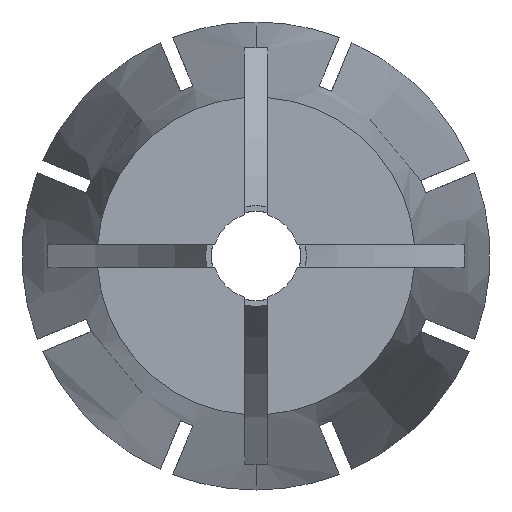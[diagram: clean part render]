
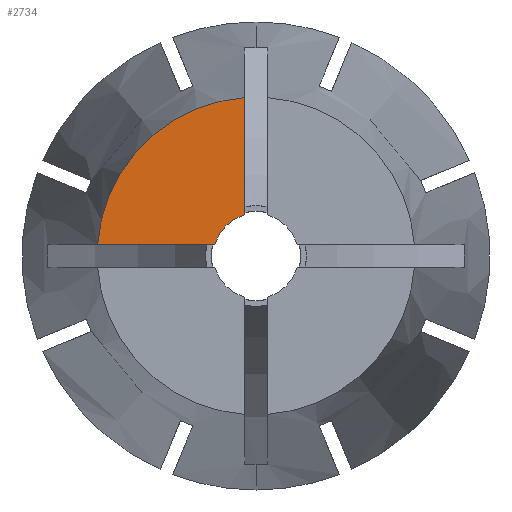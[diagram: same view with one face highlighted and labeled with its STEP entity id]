
A CAD part, left-side view. The second image highlights one B-rep face of the part: STEP entity #2734.
In plain terms, the highlighted planar face has unit normal (-1, 0, 0).
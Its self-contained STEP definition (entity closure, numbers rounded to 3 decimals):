
#168 = CARTESIAN_POINT ( 'NONE',  ( -31.5, 1.833, 0.5 ) ) ;
#180 = PLANE ( 'NONE',  #2109 ) ;
#270 = ORIENTED_EDGE ( 'NONE', *, *, #3440, .F. ) ;
#272 = CARTESIAN_POINT ( 'NONE',  ( -31.5, 7.073, 0.5 ) ) ;
#297 = CARTESIAN_POINT ( 'NONE',  ( -31.5, 0., 0. ) ) ;
#509 = DIRECTION ( 'NONE',  ( -1., 0., 0. ) ) ;
#541 = CARTESIAN_POINT ( 'NONE',  ( -31.5, 0.5, 0. ) ) ;
#649 = EDGE_CURVE ( 'NONE', #2698, #2308, #1940, .T. ) ;
#869 = EDGE_CURVE ( 'NONE', #2698, #1043, #3028, .T. ) ;
#963 = LINE ( 'NONE', #541, #3390 ) ;
#1043 = VERTEX_POINT ( 'NONE', #272 ) ;
#1110 = CARTESIAN_POINT ( 'NONE',  ( -31.5, 0., 0. ) ) ;
#1251 = AXIS2_PLACEMENT_3D ( 'NONE', #297, #3477, #3820 ) ;
#1273 = ORIENTED_EDGE ( 'NONE', *, *, #869, .F. ) ;
#1431 = DIRECTION ( 'NONE',  ( 0., 0., -1. ) ) ;
#1779 = CIRCLE ( 'NONE', #1874, 7.091 ) ;
#1874 = AXIS2_PLACEMENT_3D ( 'NONE', #1110, #3339, #1431 ) ;
#1940 = CIRCLE ( 'NONE', #1251, 1.9 ) ;
#2020 = ORIENTED_EDGE ( 'NONE', *, *, #2171, .T. ) ;
#2100 = CARTESIAN_POINT ( 'NONE',  ( -31.5, -7.091, 0.5 ) ) ;
#2109 = AXIS2_PLACEMENT_3D ( 'NONE', #3362, #509, #2746 ) ;
#2119 = DIRECTION ( 'NONE',  ( 0., 1., 0. ) ) ;
#2171 = EDGE_CURVE ( 'NONE', #2308, #3708, #963, .T. ) ;
#2228 = CARTESIAN_POINT ( 'NONE',  ( -31.5, 0.5, 1.833 ) ) ;
#2308 = VERTEX_POINT ( 'NONE', #2228 ) ;
#2333 = ORIENTED_EDGE ( 'NONE', *, *, #649, .T. ) ;
#2443 = DIRECTION ( 'NONE',  ( 0., 0., 1. ) ) ;
#2579 = CARTESIAN_POINT ( 'NONE',  ( -31.5, 0.5, 7.073 ) ) ;
#2698 = VERTEX_POINT ( 'NONE', #168 ) ;
#2734 = ADVANCED_FACE ( 'NONE', ( #3676 ), #180, .T. ) ;
#2746 = DIRECTION ( 'NONE',  ( 0., 0., 1. ) ) ;
#2937 = VECTOR ( 'NONE', #2119, 1000. ) ;
#3028 = LINE ( 'NONE', #2100, #2937 ) ;
#3339 = DIRECTION ( 'NONE',  ( 1., 0., 0. ) ) ;
#3350 = EDGE_LOOP ( 'NONE', ( #2333, #2020, #270, #1273 ) ) ;
#3362 = CARTESIAN_POINT ( 'NONE',  ( -31.5, -7.091, 0. ) ) ;
#3390 = VECTOR ( 'NONE', #2443, 1000. ) ;
#3440 = EDGE_CURVE ( 'NONE', #1043, #3708, #1779, .T. ) ;
#3477 = DIRECTION ( 'NONE',  ( 1., 0., 0. ) ) ;
#3676 = FACE_OUTER_BOUND ( 'NONE', #3350, .T. ) ;
#3708 = VERTEX_POINT ( 'NONE', #2579 ) ;
#3820 = DIRECTION ( 'NONE',  ( 0., 0., -1. ) ) ;
